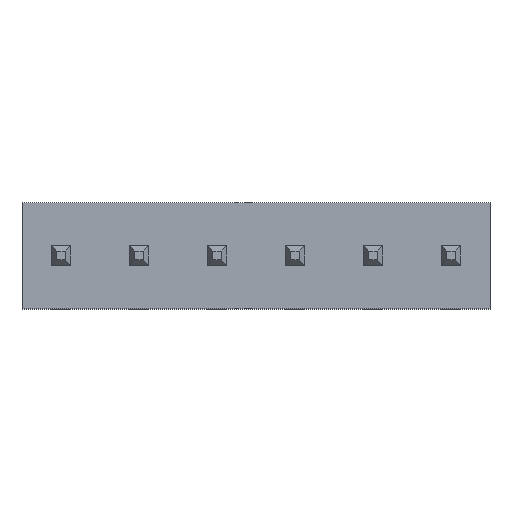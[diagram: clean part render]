
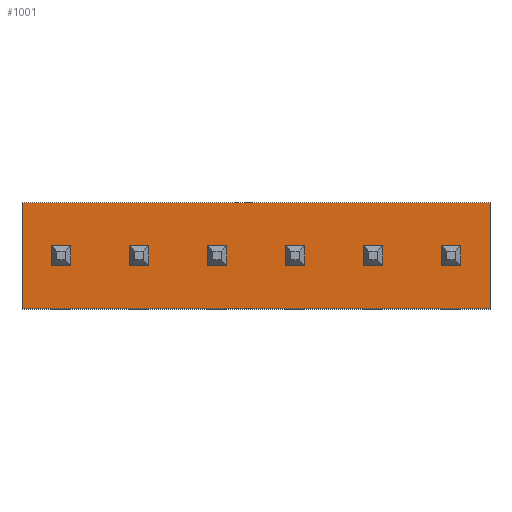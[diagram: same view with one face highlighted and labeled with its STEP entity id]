
A CAD part, top view. The second image highlights one B-rep face of the part: STEP entity #1001.
In plain terms, the highlighted planar face has unit normal (0, 0, 1).
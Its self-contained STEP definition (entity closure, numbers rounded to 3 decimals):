
#73=FACE_BOUND('',#138,.T.);
#74=FACE_BOUND('',#139,.T.);
#75=FACE_BOUND('',#140,.T.);
#76=FACE_BOUND('',#141,.T.);
#77=FACE_BOUND('',#142,.T.);
#78=FACE_BOUND('',#143,.T.);
#85=FACE_OUTER_BOUND('',#137,.T.);
#137=EDGE_LOOP('',(#681,#682,#683,#684));
#138=EDGE_LOOP('',(#685,#686,#687,#688));
#139=EDGE_LOOP('',(#689,#690,#691,#692));
#140=EDGE_LOOP('',(#693,#694,#695,#696));
#141=EDGE_LOOP('',(#697,#698,#699,#700));
#142=EDGE_LOOP('',(#701,#702,#703,#704));
#143=EDGE_LOOP('',(#705,#706,#707,#708));
#201=LINE('',#1455,#329);
#202=LINE('',#1457,#330);
#203=LINE('',#1459,#331);
#204=LINE('',#1460,#332);
#205=LINE('',#1463,#333);
#206=LINE('',#1465,#334);
#207=LINE('',#1467,#335);
#208=LINE('',#1468,#336);
#209=LINE('',#1471,#337);
#210=LINE('',#1473,#338);
#211=LINE('',#1475,#339);
#212=LINE('',#1476,#340);
#213=LINE('',#1479,#341);
#214=LINE('',#1481,#342);
#215=LINE('',#1483,#343);
#216=LINE('',#1484,#344);
#217=LINE('',#1487,#345);
#218=LINE('',#1489,#346);
#219=LINE('',#1491,#347);
#220=LINE('',#1492,#348);
#221=LINE('',#1495,#349);
#222=LINE('',#1497,#350);
#223=LINE('',#1499,#351);
#224=LINE('',#1500,#352);
#225=LINE('',#1503,#353);
#226=LINE('',#1505,#354);
#227=LINE('',#1507,#355);
#228=LINE('',#1508,#356);
#329=VECTOR('',#1183,15.24);
#330=VECTOR('',#1184,3.46);
#331=VECTOR('',#1185,15.24);
#332=VECTOR('',#1186,3.46);
#333=VECTOR('',#1187,0.64);
#334=VECTOR('',#1188,0.64);
#335=VECTOR('',#1189,0.64);
#336=VECTOR('',#1190,0.64);
#337=VECTOR('',#1191,0.64);
#338=VECTOR('',#1192,0.64);
#339=VECTOR('',#1193,0.64);
#340=VECTOR('',#1194,0.64);
#341=VECTOR('',#1195,0.64);
#342=VECTOR('',#1196,0.64);
#343=VECTOR('',#1197,0.64);
#344=VECTOR('',#1198,0.64);
#345=VECTOR('',#1199,0.64);
#346=VECTOR('',#1200,0.64);
#347=VECTOR('',#1201,0.64);
#348=VECTOR('',#1202,0.64);
#349=VECTOR('',#1203,0.64);
#350=VECTOR('',#1204,0.64);
#351=VECTOR('',#1205,0.64);
#352=VECTOR('',#1206,0.64);
#353=VECTOR('',#1207,0.64);
#354=VECTOR('',#1208,0.64);
#355=VECTOR('',#1209,0.64);
#356=VECTOR('',#1210,0.64);
#457=VERTEX_POINT('',#1453);
#458=VERTEX_POINT('',#1454);
#459=VERTEX_POINT('',#1456);
#460=VERTEX_POINT('',#1458);
#461=VERTEX_POINT('',#1461);
#462=VERTEX_POINT('',#1462);
#463=VERTEX_POINT('',#1464);
#464=VERTEX_POINT('',#1466);
#465=VERTEX_POINT('',#1469);
#466=VERTEX_POINT('',#1470);
#467=VERTEX_POINT('',#1472);
#468=VERTEX_POINT('',#1474);
#469=VERTEX_POINT('',#1477);
#470=VERTEX_POINT('',#1478);
#471=VERTEX_POINT('',#1480);
#472=VERTEX_POINT('',#1482);
#473=VERTEX_POINT('',#1485);
#474=VERTEX_POINT('',#1486);
#475=VERTEX_POINT('',#1488);
#476=VERTEX_POINT('',#1490);
#477=VERTEX_POINT('',#1493);
#478=VERTEX_POINT('',#1494);
#479=VERTEX_POINT('',#1496);
#480=VERTEX_POINT('',#1498);
#481=VERTEX_POINT('',#1501);
#482=VERTEX_POINT('',#1502);
#483=VERTEX_POINT('',#1504);
#484=VERTEX_POINT('',#1506);
#545=EDGE_CURVE('',#457,#458,#201,.T.);
#546=EDGE_CURVE('',#459,#458,#202,.T.);
#547=EDGE_CURVE('',#459,#460,#203,.T.);
#548=EDGE_CURVE('',#460,#457,#204,.T.);
#549=EDGE_CURVE('',#461,#462,#205,.T.);
#550=EDGE_CURVE('',#462,#463,#206,.T.);
#551=EDGE_CURVE('',#463,#464,#207,.T.);
#552=EDGE_CURVE('',#464,#461,#208,.T.);
#553=EDGE_CURVE('',#465,#466,#209,.T.);
#554=EDGE_CURVE('',#466,#467,#210,.T.);
#555=EDGE_CURVE('',#467,#468,#211,.T.);
#556=EDGE_CURVE('',#468,#465,#212,.T.);
#557=EDGE_CURVE('',#469,#470,#213,.T.);
#558=EDGE_CURVE('',#470,#471,#214,.T.);
#559=EDGE_CURVE('',#471,#472,#215,.T.);
#560=EDGE_CURVE('',#472,#469,#216,.T.);
#561=EDGE_CURVE('',#473,#474,#217,.T.);
#562=EDGE_CURVE('',#474,#475,#218,.T.);
#563=EDGE_CURVE('',#475,#476,#219,.T.);
#564=EDGE_CURVE('',#476,#473,#220,.T.);
#565=EDGE_CURVE('',#477,#478,#221,.T.);
#566=EDGE_CURVE('',#478,#479,#222,.T.);
#567=EDGE_CURVE('',#479,#480,#223,.T.);
#568=EDGE_CURVE('',#480,#477,#224,.T.);
#569=EDGE_CURVE('',#481,#482,#225,.T.);
#570=EDGE_CURVE('',#483,#481,#226,.T.);
#571=EDGE_CURVE('',#484,#483,#227,.T.);
#572=EDGE_CURVE('',#482,#484,#228,.T.);
#681=ORIENTED_EDGE('',*,*,#545,.T.);
#682=ORIENTED_EDGE('',*,*,#546,.F.);
#683=ORIENTED_EDGE('',*,*,#547,.T.);
#684=ORIENTED_EDGE('',*,*,#548,.T.);
#685=ORIENTED_EDGE('',*,*,#549,.T.);
#686=ORIENTED_EDGE('',*,*,#550,.T.);
#687=ORIENTED_EDGE('',*,*,#551,.T.);
#688=ORIENTED_EDGE('',*,*,#552,.T.);
#689=ORIENTED_EDGE('',*,*,#553,.T.);
#690=ORIENTED_EDGE('',*,*,#554,.T.);
#691=ORIENTED_EDGE('',*,*,#555,.T.);
#692=ORIENTED_EDGE('',*,*,#556,.T.);
#693=ORIENTED_EDGE('',*,*,#557,.T.);
#694=ORIENTED_EDGE('',*,*,#558,.T.);
#695=ORIENTED_EDGE('',*,*,#559,.T.);
#696=ORIENTED_EDGE('',*,*,#560,.T.);
#697=ORIENTED_EDGE('',*,*,#561,.T.);
#698=ORIENTED_EDGE('',*,*,#562,.T.);
#699=ORIENTED_EDGE('',*,*,#563,.T.);
#700=ORIENTED_EDGE('',*,*,#564,.T.);
#701=ORIENTED_EDGE('',*,*,#565,.T.);
#702=ORIENTED_EDGE('',*,*,#566,.T.);
#703=ORIENTED_EDGE('',*,*,#567,.T.);
#704=ORIENTED_EDGE('',*,*,#568,.T.);
#705=ORIENTED_EDGE('',*,*,#569,.F.);
#706=ORIENTED_EDGE('',*,*,#570,.F.);
#707=ORIENTED_EDGE('',*,*,#571,.F.);
#708=ORIENTED_EDGE('',*,*,#572,.F.);
#953=PLANE('',#1105);
#1001=ADVANCED_FACE('',(#85,#73,#74,#75,#76,#77,#78),#953,.T.);
#1105=AXIS2_PLACEMENT_3D('',#1452,#1181,#1182);
#1181=DIRECTION('center_axis',(0.,0.,1.));
#1182=DIRECTION('ref_axis',(1.,0.,0.));
#1183=DIRECTION('',(-1.,0.,0.));
#1184=DIRECTION('',(0.,1.,0.));
#1185=DIRECTION('',(1.,0.,0.));
#1186=DIRECTION('',(0.,1.,0.));
#1187=DIRECTION('',(1.,0.,0.));
#1188=DIRECTION('',(0.,-1.,0.));
#1189=DIRECTION('',(-1.,0.,0.));
#1190=DIRECTION('',(0.,1.,0.));
#1191=DIRECTION('',(1.,0.,0.));
#1192=DIRECTION('',(0.,-1.,0.));
#1193=DIRECTION('',(-1.,0.,0.));
#1194=DIRECTION('',(0.,1.,0.));
#1195=DIRECTION('',(1.,0.,0.));
#1196=DIRECTION('',(0.,-1.,0.));
#1197=DIRECTION('',(-1.,0.,0.));
#1198=DIRECTION('',(0.,1.,0.));
#1199=DIRECTION('',(1.,0.,0.));
#1200=DIRECTION('',(0.,-1.,0.));
#1201=DIRECTION('',(-1.,0.,0.));
#1202=DIRECTION('',(0.,1.,0.));
#1203=DIRECTION('',(1.,0.,0.));
#1204=DIRECTION('',(0.,-1.,0.));
#1205=DIRECTION('',(-1.,0.,0.));
#1206=DIRECTION('',(0.,1.,0.));
#1207=DIRECTION('',(-1.,0.,0.));
#1208=DIRECTION('',(0.,1.,0.));
#1209=DIRECTION('',(1.,0.,0.));
#1210=DIRECTION('',(0.,-1.,0.));
#1452=CARTESIAN_POINT('Origin',(0.,0.,0.));
#1453=CARTESIAN_POINT('',(16.51,1.73,0.));
#1454=CARTESIAN_POINT('',(1.27,1.73,0.));
#1455=CARTESIAN_POINT('',(16.51,1.73,0.));
#1456=CARTESIAN_POINT('',(1.27,-1.73,0.));
#1457=CARTESIAN_POINT('',(1.27,-1.73,0.));
#1458=CARTESIAN_POINT('',(16.51,-1.73,0.));
#1459=CARTESIAN_POINT('',(1.27,-1.73,0.));
#1460=CARTESIAN_POINT('',(16.51,-1.73,0.));
#1461=CARTESIAN_POINT('',(14.92,0.32,0.));
#1462=CARTESIAN_POINT('',(15.56,0.32,0.));
#1463=CARTESIAN_POINT('',(14.92,0.32,0.));
#1464=CARTESIAN_POINT('',(15.56,-0.32,0.));
#1465=CARTESIAN_POINT('',(15.56,0.32,0.));
#1466=CARTESIAN_POINT('',(14.92,-0.32,0.));
#1467=CARTESIAN_POINT('',(15.56,-0.32,0.));
#1468=CARTESIAN_POINT('',(14.92,-0.32,0.));
#1469=CARTESIAN_POINT('',(12.38,0.32,0.));
#1470=CARTESIAN_POINT('',(13.02,0.32,0.));
#1471=CARTESIAN_POINT('',(12.38,0.32,0.));
#1472=CARTESIAN_POINT('',(13.02,-0.32,0.));
#1473=CARTESIAN_POINT('',(13.02,0.32,0.));
#1474=CARTESIAN_POINT('',(12.38,-0.32,0.));
#1475=CARTESIAN_POINT('',(13.02,-0.32,0.));
#1476=CARTESIAN_POINT('',(12.38,-0.32,0.));
#1477=CARTESIAN_POINT('',(9.84,0.32,0.));
#1478=CARTESIAN_POINT('',(10.48,0.32,0.));
#1479=CARTESIAN_POINT('',(9.84,0.32,0.));
#1480=CARTESIAN_POINT('',(10.48,-0.32,0.));
#1481=CARTESIAN_POINT('',(10.48,0.32,0.));
#1482=CARTESIAN_POINT('',(9.84,-0.32,0.));
#1483=CARTESIAN_POINT('',(10.48,-0.32,0.));
#1484=CARTESIAN_POINT('',(9.84,-0.32,0.));
#1485=CARTESIAN_POINT('',(7.3,0.32,0.));
#1486=CARTESIAN_POINT('',(7.94,0.32,0.));
#1487=CARTESIAN_POINT('',(7.3,0.32,0.));
#1488=CARTESIAN_POINT('',(7.94,-0.32,0.));
#1489=CARTESIAN_POINT('',(7.94,0.32,0.));
#1490=CARTESIAN_POINT('',(7.3,-0.32,0.));
#1491=CARTESIAN_POINT('',(7.94,-0.32,0.));
#1492=CARTESIAN_POINT('',(7.3,-0.32,0.));
#1493=CARTESIAN_POINT('',(4.76,0.32,0.));
#1494=CARTESIAN_POINT('',(5.4,0.32,0.));
#1495=CARTESIAN_POINT('',(4.76,0.32,0.));
#1496=CARTESIAN_POINT('',(5.4,-0.32,0.));
#1497=CARTESIAN_POINT('',(5.4,0.32,0.));
#1498=CARTESIAN_POINT('',(4.76,-0.32,0.));
#1499=CARTESIAN_POINT('',(5.4,-0.32,0.));
#1500=CARTESIAN_POINT('',(4.76,-0.32,0.));
#1501=CARTESIAN_POINT('',(2.86,0.32,0.));
#1502=CARTESIAN_POINT('',(2.22,0.32,0.));
#1503=CARTESIAN_POINT('',(2.86,0.32,0.));
#1504=CARTESIAN_POINT('',(2.86,-0.32,0.));
#1505=CARTESIAN_POINT('',(2.86,-0.32,0.));
#1506=CARTESIAN_POINT('',(2.22,-0.32,0.));
#1507=CARTESIAN_POINT('',(2.22,-0.32,0.));
#1508=CARTESIAN_POINT('',(2.22,0.32,0.));
